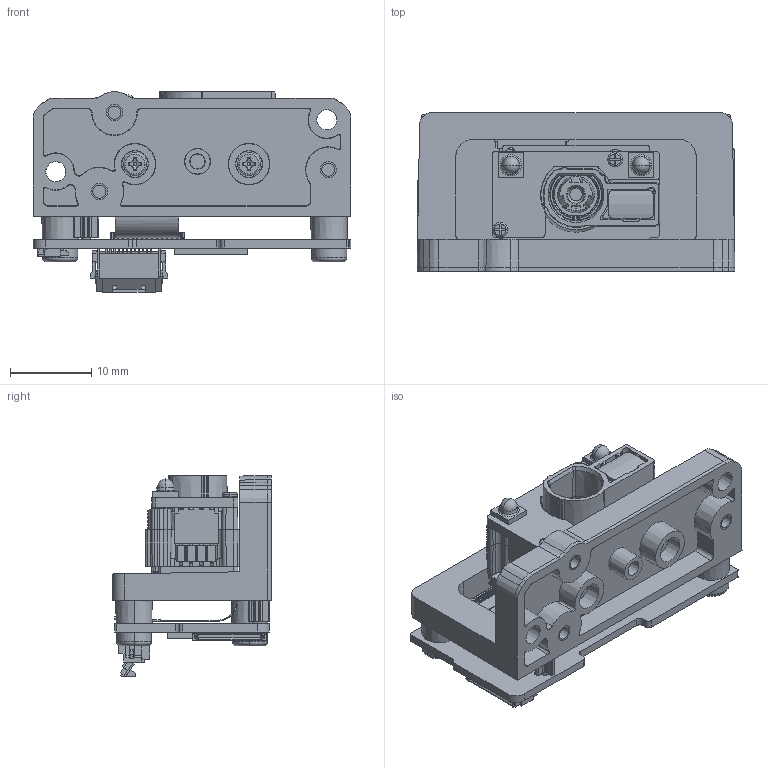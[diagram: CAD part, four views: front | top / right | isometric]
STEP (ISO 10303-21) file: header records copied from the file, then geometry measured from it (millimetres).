
FILE_DESCRIPTION((''),'2;1');
FILE_NAME('MV-ID1013D-12PIN','2021-12-08T22:20:31',('sunli10'),(''),'CREO PARAMETRIC BY PTC INC, 2017260','CREO PARAMETRIC BY PTC INC, 2017260','');
FILE_SCHEMA(('CONFIG_CONTROL_DESIGN'));
Products named in the file (1): MV-ID1013D-12PIN
Bounding box: 39 x 19.5 x 24.65 mm (x, y, z)
Volume: 4665.6 mm3; surface area: 8640.4 mm2
Topology: 2 solids, 34 shells, 4004 faces, 12124 edges, 7882 vertices
Faces by surface type: plane 2690, cylinder 978, cone 279, torus 34, bspline 19, sphere 4
Entity records: 137380 total; most frequent: CARTESIAN_POINT 26561, ORIENTED_EDGE 24140, DIRECTION 22262, EDGE_CURVE 12108, VECTOR 9134, LINE 9134, VERTEX_POINT 7882, AXIS2_PLACEMENT_3D 6564
